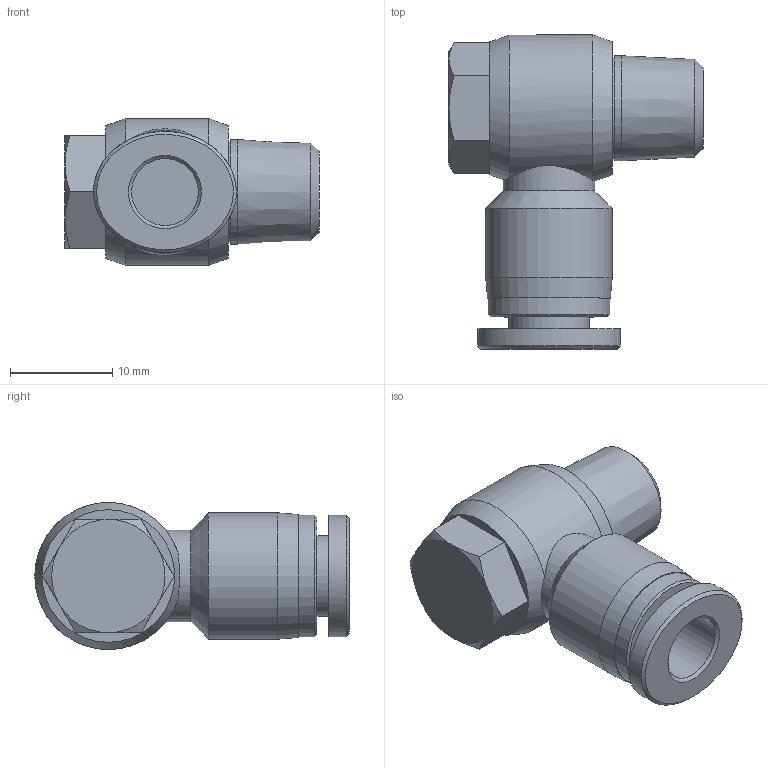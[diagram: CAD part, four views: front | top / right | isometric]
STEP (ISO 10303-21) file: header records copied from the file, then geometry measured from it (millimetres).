
FILE_DESCRIPTION((''),'2;1');
FILE_NAME('PH 1_4-N01U.stp','2016-10-12T10:07:01',('Administrator'),(''),'Autodesk Inventor 2013','Autodesk Inventor 2013','');
FILE_SCHEMA(('CONFIG_CONTROL_DESIGN'));
Length unit declared in the file: millimetre
Products named in the file (4): PH 1_4-N01U; NH BODY NPT1_8; NSE BODY 1_4-N01; SLEEVE N1_4L
Assembly tree (3 placements, depth 2):
  PH 1_4-N01U
    NH BODY NPT1_8
    NSE BODY 1_4-N01
    SLEEVE N1_4L
Bounding box: 24.9 x 30.8 x 14.4 mm (x, y, z)
Volume: 4982.1 mm3; surface area: 3163.8 mm2
Topology: 3 solids, 3 shells, 47 faces, 87 edges, 53 vertices
Faces by surface type: plane 20, cone 14, cylinder 11, bspline 2
Full cylindrical faces by diameter (mm): 6.55 x2, 7.9 x1, 8.6 x1, 9 x1, 9.8 x1, 10.3 x1, 10.8 x1, 11.9 x1, 12.4 x1
Entity records: 1271 total; most frequent: CARTESIAN_POINT 338, DIRECTION 187, ORIENTED_EDGE 132, AXIS2_PLACEMENT_3D 87, EDGE_LOOP 75, EDGE_CURVE 66, VERTEX_POINT 51, FACE_OUTER_BOUND 47
